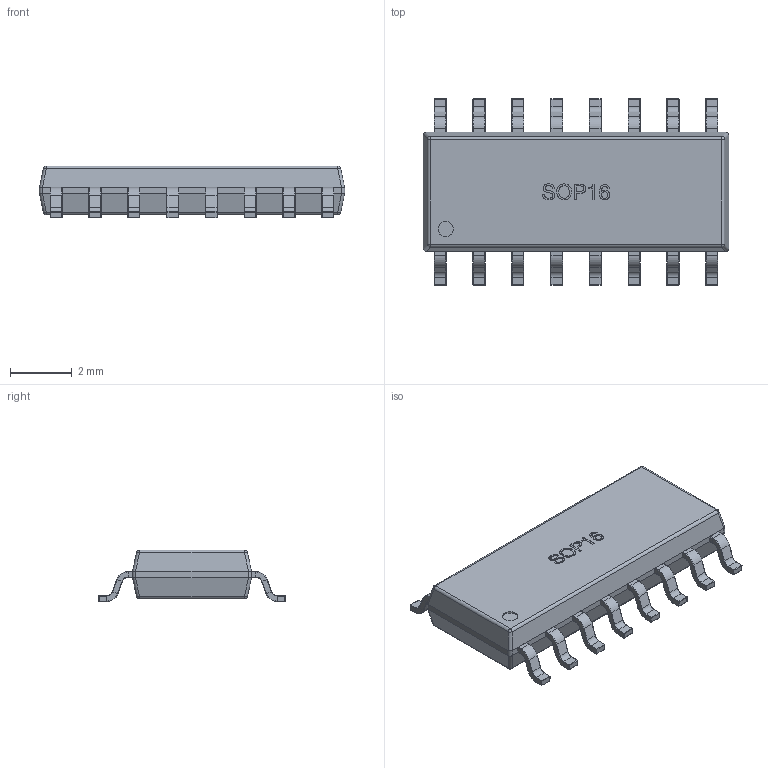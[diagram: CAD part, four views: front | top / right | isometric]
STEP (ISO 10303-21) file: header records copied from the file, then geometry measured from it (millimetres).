
FILE_DESCRIPTION (( 'STEP AP214' ), '1' );
FILE_NAME ('SOP-16-CH340C_3D_A214.STEP', '2024-01-07T06:45:15', ( 'Windows User' ), ( 'P R C' ), 'SwSTEP 2.0', 'SolidWorks 2020', '' );
FILE_SCHEMA (( 'AUTOMOTIVE_DESIGN' ));
Length unit declared in the file: millimetre
Products named in the file (2): SOP-16-CH340C_3D_A214; COMPOUND (11)^SOP-16_L10.0-W3.9-P1.27-LS6.0-BL_CH340C_3D(2)_CH340C_3D
Assembly tree (1 placements, depth 2):
  SOP-16-CH340C_3D_A214
    COMPOUND (11)^SOP-16_L10.0-W3.9-P1.27-LS6.0-BL_CH340C_3D(2)_CH340C_3D
Bounding box: 9.89 x 6.04 x 1.68 mm (x, y, z)
Volume: 59.4 mm3; surface area: 141.2 mm2
Topology: 17 solids, 17 shells, 961 faces, 2106 edges, 1148 vertices
Faces by surface type: cylinder 358, plane 331, torus 128, sphere 104, bspline 40
Entity records: 28237 total; most frequent: CARTESIAN_POINT 6819, DIRECTION 4712, ORIENTED_EDGE 4068, EDGE_CURVE 2034, AXIS2_PLACEMENT_3D 1857, VERTEX_POINT 1116, LINE 998, VECTOR 998
